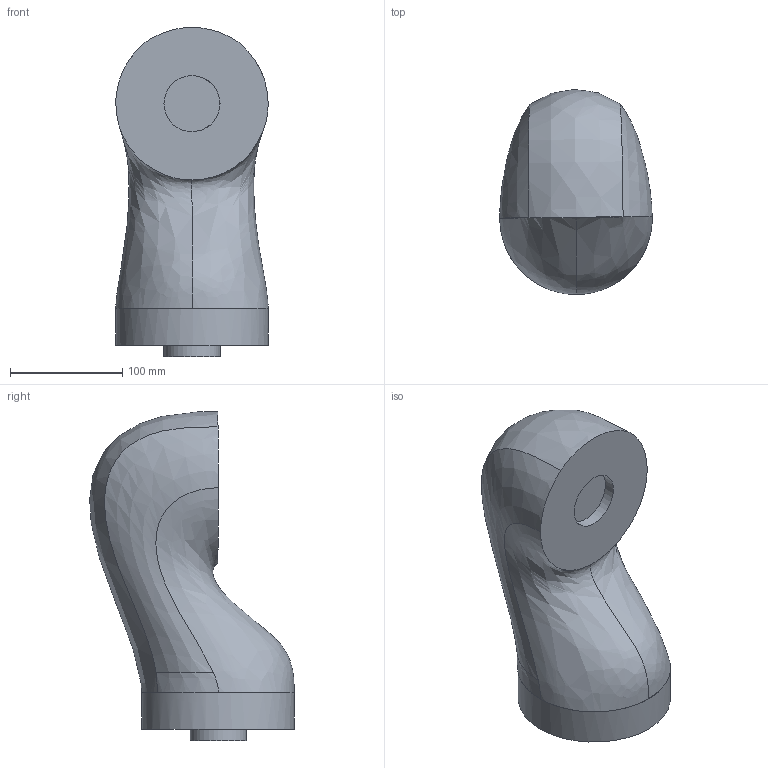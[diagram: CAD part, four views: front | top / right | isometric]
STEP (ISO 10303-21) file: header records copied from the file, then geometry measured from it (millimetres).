
FILE_DESCRIPTION (( 'STEP AP203' ), '1' );
FILE_NAME ('link3_Default_sldprt.STEP', '2025-01-17T10:21:54', ( '' ), ( '' ), 'SwSTEP 2.0', 'SolidWorks 2022', '' );
FILE_SCHEMA (( 'CONFIG_CONTROL_DESIGN' ));
Length unit declared in the file: millimetre
Products named in the file (1): link3_Default_sldprt
Bounding box: 136 x 182.57 x 293.49 mm (x, y, z)
Volume: 3175202.8 mm3; surface area: 136263.3 mm2
Topology: 1 solids, 1 shells, 18 faces, 38 edges, 24 vertices
Faces by surface type: plane 8, bspline 7, cylinder 3
Full cylindrical faces by diameter (mm): 50 x2
Entity records: 4668 total; most frequent: CARTESIAN_POINT 4270, ORIENTED_EDGE 72, DIRECTION 45, EDGE_CURVE 36, VERTEX_POINT 24, B_SPLINE_CURVE_WITH_KNOTS 24, EDGE_LOOP 22, AXIS2_PLACEMENT_3D 21
